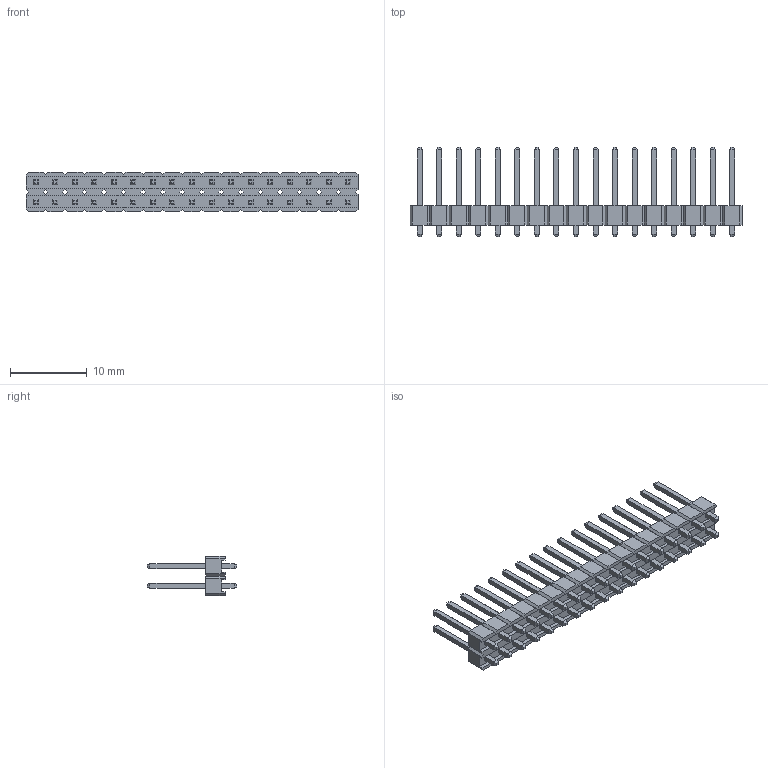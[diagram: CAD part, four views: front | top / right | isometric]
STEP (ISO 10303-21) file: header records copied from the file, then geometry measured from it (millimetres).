
FILE_DESCRIPTION (( 'STEP AP214' ), '1' );
FILE_NAME ('0_17_WA12071732545138.step', '2006-12-07T22:32:59', ( 'SysAdmin' ), ( 'SolidWorks' ), 'SwSTEP 2.0', 'SolidWorks 2007', '' );
FILE_SCHEMA (( 'AUTOMOTIVE_DESIGN' ));
Length unit declared in the file: millimetre
Products named in the file (1): 0_17_WA12071732545138
Bounding box: 43.18 x 11.6 x 5.08 mm (x, y, z)
Volume: 608 mm3; surface area: 1642.6 mm2
Topology: 1 solids, 1 shells, 796 faces, 1906 edges, 1180 vertices
Faces by surface type: plane 796
Entity records: 24325 total; most frequent: CARTESIAN_POINT 3883, ORIENTED_EDGE 3812, DIRECTION 3500, VECTOR 1906, LINE 1906, EDGE_CURVE 1906, VERTEX_POINT 1180, EDGE_LOOP 896
